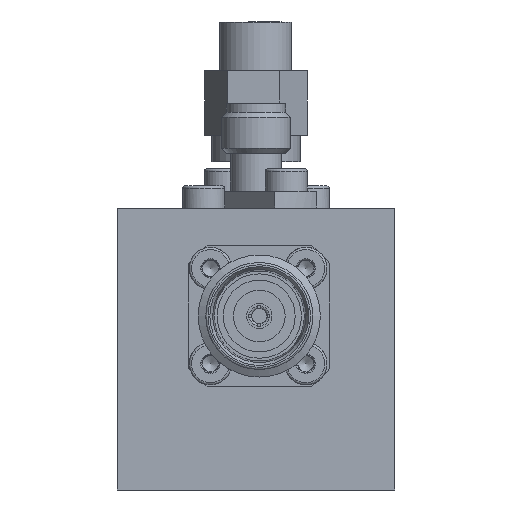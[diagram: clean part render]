
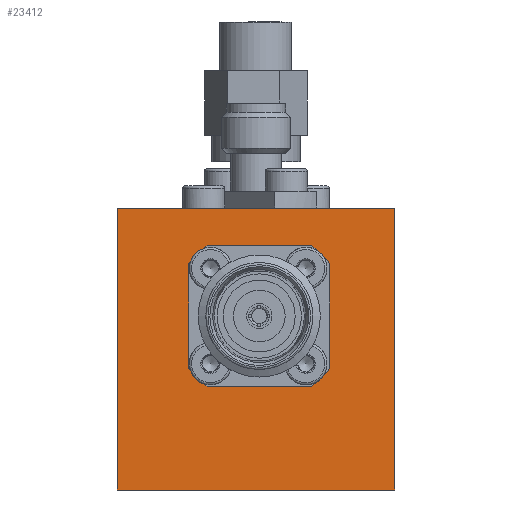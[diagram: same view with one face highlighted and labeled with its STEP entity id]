
A CAD part, left-side view. The second image highlights one B-rep face of the part: STEP entity #23412.
In plain terms, the highlighted planar face has unit normal (-1, 0, 0).
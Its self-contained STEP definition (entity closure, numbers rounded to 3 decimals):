
#1612=LINE('',#47158,#3454);
#1640=LINE('',#47292,#3482);
#2302=LINE('',#51085,#4144);
#2305=LINE('',#51094,#4147);
#2308=LINE('',#51103,#4150);
#2310=LINE('',#51110,#4152);
#2361=LINE('',#51404,#4203);
#2363=LINE('',#51408,#4205);
#3454=VECTOR('',#38267,1000.);
#3482=VECTOR('',#38381,1000.);
#4144=VECTOR('',#41257,1000.);
#4147=VECTOR('',#41268,1000.);
#4150=VECTOR('',#41279,1000.);
#4152=VECTOR('',#41289,1000.);
#4203=VECTOR('',#41520,1000.);
#4205=VECTOR('',#41524,1000.);
#9799=ORIENTED_EDGE('',*,*,#13440,.F.);
#9800=ORIENTED_EDGE('',*,*,#13444,.T.);
#9801=ORIENTED_EDGE('',*,*,#13446,.F.);
#9802=ORIENTED_EDGE('',*,*,#13449,.T.);
#9803=ORIENTED_EDGE('',*,*,#13451,.F.);
#9804=ORIENTED_EDGE('',*,*,#13454,.T.);
#9805=ORIENTED_EDGE('',*,*,#13456,.F.);
#9806=ORIENTED_EDGE('',*,*,#13458,.T.);
#9807=ORIENTED_EDGE('',*,*,#12062,.F.);
#9808=ORIENTED_EDGE('',*,*,#13561,.F.);
#9809=ORIENTED_EDGE('',*,*,#13563,.T.);
#9810=ORIENTED_EDGE('',*,*,#12130,.F.);
#12062=EDGE_CURVE('',#14752,#14750,#1612,.T.);
#12130=EDGE_CURVE('',#14750,#14816,#1640,.T.);
#13440=EDGE_CURVE('',#15775,#15776,#16741,.T.);
#13444=EDGE_CURVE('',#15775,#15777,#2302,.T.);
#13446=EDGE_CURVE('',#15778,#15777,#16743,.T.);
#13449=EDGE_CURVE('',#15778,#15779,#2305,.T.);
#13451=EDGE_CURVE('',#15780,#15779,#16745,.T.);
#13454=EDGE_CURVE('',#15780,#15781,#2308,.T.);
#13456=EDGE_CURVE('',#15782,#15781,#16747,.T.);
#13458=EDGE_CURVE('',#15782,#15776,#2310,.T.);
#13561=EDGE_CURVE('',#15864,#14752,#2361,.T.);
#13563=EDGE_CURVE('',#15864,#14816,#2363,.T.);
#14750=VERTEX_POINT('',#47153);
#14752=VERTEX_POINT('',#47157);
#14816=VERTEX_POINT('',#47293);
#15775=VERTEX_POINT('',#51077);
#15776=VERTEX_POINT('',#51079);
#15777=VERTEX_POINT('',#51084);
#15778=VERTEX_POINT('',#51088);
#15779=VERTEX_POINT('',#51093);
#15780=VERTEX_POINT('',#51097);
#15781=VERTEX_POINT('',#51102);
#15782=VERTEX_POINT('',#51106);
#15864=VERTEX_POINT('',#51405);
#16741=CIRCLE('',#35851,7.9);
#16743=CIRCLE('',#35855,7.9);
#16745=CIRCLE('',#35859,7.9);
#16747=CIRCLE('',#35863,7.9);
#18585=EDGE_LOOP('',(#9799,#9800,#9801,#9802,#9803,#9804,#9805,#9806));
#18586=EDGE_LOOP('',(#9807,#9808,#9809,#9810));
#20736=FACE_BOUND('',#18585,.T.);
#20737=FACE_BOUND('',#18586,.T.);
#22101=PLANE('',#35956);
#23412=ADVANCED_FACE('',(#20736,#20737),#22101,.T.);
#35851=AXIS2_PLACEMENT_3D('',#51078,#41249,#41250);
#35855=AXIS2_PLACEMENT_3D('',#51089,#41261,#41262);
#35859=AXIS2_PLACEMENT_3D('',#51098,#41272,#41273);
#35863=AXIS2_PLACEMENT_3D('',#51107,#41283,#41284);
#35956=AXIS2_PLACEMENT_3D('',#51407,#41522,#41523);
#38267=DIRECTION('',(0.,-1.,0.));
#38381=DIRECTION('',(0.,0.,-1.));
#41249=DIRECTION('',(-1.,0.,0.));
#41250=DIRECTION('',(0.,-1.,0.));
#41257=DIRECTION('',(0.,0.,1.));
#41261=DIRECTION('',(-1.,0.,0.));
#41262=DIRECTION('',(0.,-1.,0.));
#41268=DIRECTION('',(0.,-1.,0.));
#41272=DIRECTION('',(-1.,0.,0.));
#41273=DIRECTION('',(0.,-1.,0.));
#41279=DIRECTION('',(0.,0.,-1.));
#41283=DIRECTION('',(-1.,0.,0.));
#41284=DIRECTION('',(0.,-1.,0.));
#41289=DIRECTION('',(0.,1.,0.));
#41520=DIRECTION('',(0.,0.,1.));
#41522=DIRECTION('',(-1.,0.,0.));
#41523=DIRECTION('',(0.,0.,1.));
#41524=DIRECTION('',(0.,-1.,0.));
#47153=CARTESIAN_POINT('',(-40.,-12.51,9.725));
#47157=CARTESIAN_POINT('',(-40.,12.5,9.725));
#47158=CARTESIAN_POINT('',(-40.,-12.5,9.725));
#47292=CARTESIAN_POINT('',(-40.,-12.51,9.725));
#47293=CARTESIAN_POINT('',(-40.,-12.51,-15.675));
#51077=CARTESIAN_POINT('',(-40.,6.05,-4.7));
#51078=CARTESIAN_POINT('',(-40.,-0.3,0.));
#51079=CARTESIAN_POINT('',(-40.,4.4,-6.35));
#51084=CARTESIAN_POINT('',(-40.,6.05,4.7));
#51085=CARTESIAN_POINT('',(-40.,6.05,-6.35));
#51088=CARTESIAN_POINT('',(-40.,4.4,6.35));
#51089=CARTESIAN_POINT('',(-40.,-0.3,0.));
#51093=CARTESIAN_POINT('',(-40.,-5.,6.35));
#51094=CARTESIAN_POINT('',(-40.,6.05,6.35));
#51097=CARTESIAN_POINT('',(-40.,-6.65,4.7));
#51098=CARTESIAN_POINT('',(-40.,-0.3,0.));
#51102=CARTESIAN_POINT('',(-40.,-6.65,-4.7));
#51103=CARTESIAN_POINT('',(-40.,-6.65,6.35));
#51106=CARTESIAN_POINT('',(-40.,-5.,-6.35));
#51107=CARTESIAN_POINT('',(-40.,-0.3,0.));
#51110=CARTESIAN_POINT('',(-40.,-6.65,-6.35));
#51404=CARTESIAN_POINT('',(-40.,12.5,-15.675));
#51405=CARTESIAN_POINT('',(-40.,12.5,-15.675));
#51407=CARTESIAN_POINT('',(-40.,12.5,-15.675));
#51408=CARTESIAN_POINT('',(-40.,12.5,-15.675));
